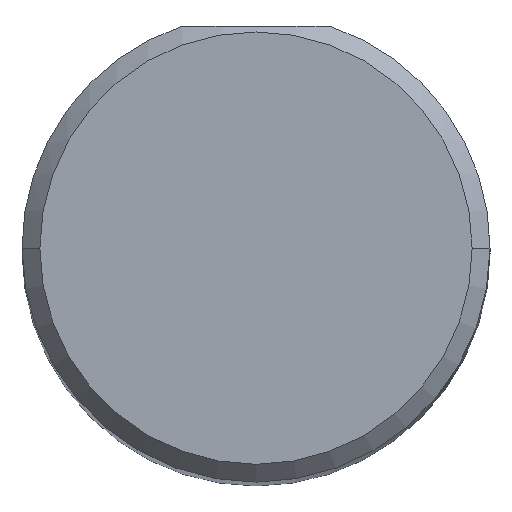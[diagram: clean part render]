
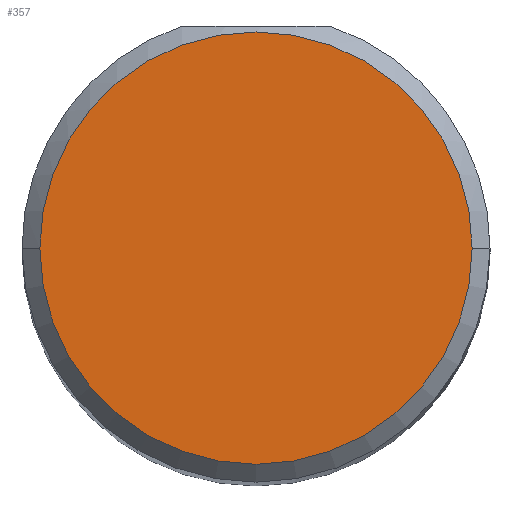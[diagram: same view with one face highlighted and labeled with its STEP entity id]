
A CAD part, top view. The second image highlights one B-rep face of the part: STEP entity #357.
In plain terms, the highlighted planar face has unit normal (0, 0, 1).
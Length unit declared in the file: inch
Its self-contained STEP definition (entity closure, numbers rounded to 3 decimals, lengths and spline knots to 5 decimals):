
#16 = DIRECTION ( 'NONE',  ( 1., 0., 0. ) ) ;
#70 = EDGE_LOOP ( 'NONE', ( #474, #202 ) ) ;
#95 = DIRECTION ( 'NONE',  ( 0., 0., 1. ) ) ;
#121 = DIRECTION ( 'NONE',  ( 0., 0., 1. ) ) ;
#166 = PLANE ( 'NONE',  #301 ) ;
#188 = CARTESIAN_POINT ( 'NONE',  ( 0., 0., 2.83465 ) ) ;
#202 = ORIENTED_EDGE ( 'NONE', *, *, #467, .T. ) ;
#217 = EDGE_CURVE ( 'NONE', #409, #252, #361, .T. ) ;
#252 = VERTEX_POINT ( 'NONE', #487 ) ;
#298 = DIRECTION ( 'NONE',  ( 1., 0., 0. ) ) ;
#301 = AXIS2_PLACEMENT_3D ( 'NONE', #329, #121, #298 ) ;
#329 = CARTESIAN_POINT ( 'NONE',  ( 0., 0., 2.83465 ) ) ;
#348 = DIRECTION ( 'NONE',  ( 0., 0., 1. ) ) ;
#357 = ADVANCED_FACE ( 'NONE', ( #405 ), #166, .T. ) ;
#361 = CIRCLE ( 'NONE', #457, 0.18185 ) ;
#372 = AXIS2_PLACEMENT_3D ( 'NONE', #384, #95, #16 ) ;
#384 = CARTESIAN_POINT ( 'NONE',  ( 0., 0., 2.83465 ) ) ;
#405 = FACE_OUTER_BOUND ( 'NONE', #70, .T. ) ;
#409 = VERTEX_POINT ( 'NONE', #501 ) ;
#422 = CIRCLE ( 'NONE', #372, 0.18185 ) ;
#457 = AXIS2_PLACEMENT_3D ( 'NONE', #188, #348, #476 ) ;
#467 = EDGE_CURVE ( 'NONE', #252, #409, #422, .T. ) ;
#474 = ORIENTED_EDGE ( 'NONE', *, *, #217, .T. ) ;
#476 = DIRECTION ( 'NONE',  ( 1., 0., 0. ) ) ;
#487 = CARTESIAN_POINT ( 'NONE',  ( 0.18185, 0., 2.83465 ) ) ;
#501 = CARTESIAN_POINT ( 'NONE',  ( -0.18185, 0., 2.83465 ) ) ;
